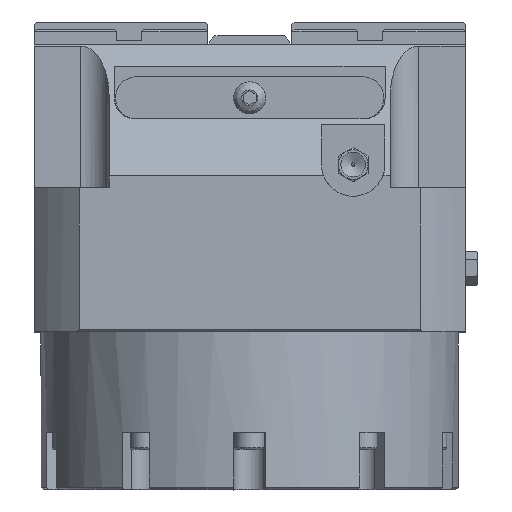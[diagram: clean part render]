
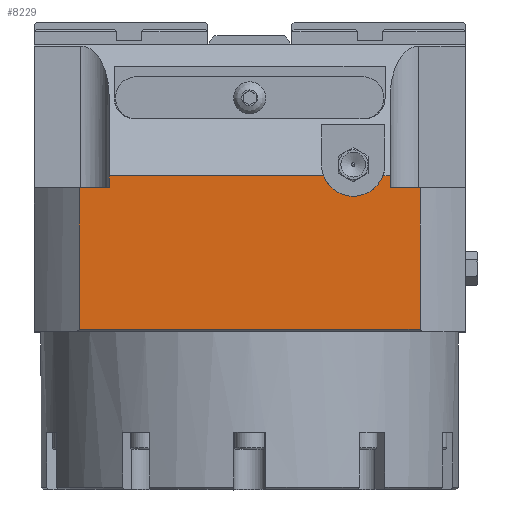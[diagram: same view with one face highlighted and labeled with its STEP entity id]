
A CAD part, top view. The second image highlights one B-rep face of the part: STEP entity #8229.
In plain terms, the highlighted planar face has unit normal (0, 0, 1).
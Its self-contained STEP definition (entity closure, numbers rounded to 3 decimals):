
#522=PLANE('',#9034);
#822=FACE_OUTER_BOUND('',#1287,.T.);
#1287=EDGE_LOOP('',(#6056,#6057,#6058,#6059,#6060,#6061,#6062,#6063,#6064,
#6065));
#1844=LINE('',#13019,#2537);
#1845=LINE('',#13021,#2538);
#1846=LINE('',#13023,#2539);
#1847=LINE('',#13025,#2540);
#1848=LINE('',#13027,#2541);
#1849=LINE('',#13029,#2542);
#1850=LINE('',#13031,#2543);
#1851=LINE('',#13033,#2544);
#1852=LINE('',#13034,#2545);
#2537=VECTOR('',#10266,66.5);
#2538=VECTOR('',#10267,2.823);
#2539=VECTOR('',#10268,7.049);
#2540=VECTOR('',#10269,33.5);
#2541=VECTOR('',#10270,80.598);
#2542=VECTOR('',#10271,33.5);
#2543=VECTOR('',#10272,7.049);
#2544=VECTOR('',#10273,2.823);
#2545=VECTOR('',#10274,66.5);
#3189=CIRCLE('',#9030,7.5);
#3701=VERTEX_POINT('',#12996);
#3705=VERTEX_POINT('',#13004);
#3708=VERTEX_POINT('',#13018);
#3709=VERTEX_POINT('',#13020);
#3710=VERTEX_POINT('',#13022);
#3711=VERTEX_POINT('',#13024);
#3712=VERTEX_POINT('',#13026);
#3713=VERTEX_POINT('',#13028);
#3714=VERTEX_POINT('',#13030);
#3715=VERTEX_POINT('',#13032);
#4624=EDGE_CURVE('',#3701,#3705,#3189,.T.);
#4630=EDGE_CURVE('',#3705,#3708,#1844,.T.);
#4631=EDGE_CURVE('',#3709,#3708,#1845,.T.);
#4632=EDGE_CURVE('',#3710,#3709,#1846,.T.);
#4633=EDGE_CURVE('',#3711,#3710,#1847,.T.);
#4634=EDGE_CURVE('',#3712,#3711,#1848,.T.);
#4635=EDGE_CURVE('',#3713,#3712,#1849,.T.);
#4636=EDGE_CURVE('',#3714,#3713,#1850,.T.);
#4637=EDGE_CURVE('',#3714,#3715,#1851,.T.);
#4638=EDGE_CURVE('',#3715,#3701,#1852,.T.);
#6056=ORIENTED_EDGE('',*,*,#4624,.T.);
#6057=ORIENTED_EDGE('',*,*,#4630,.T.);
#6058=ORIENTED_EDGE('',*,*,#4631,.F.);
#6059=ORIENTED_EDGE('',*,*,#4632,.F.);
#6060=ORIENTED_EDGE('',*,*,#4633,.F.);
#6061=ORIENTED_EDGE('',*,*,#4634,.F.);
#6062=ORIENTED_EDGE('',*,*,#4635,.F.);
#6063=ORIENTED_EDGE('',*,*,#4636,.F.);
#6064=ORIENTED_EDGE('',*,*,#4637,.T.);
#6065=ORIENTED_EDGE('',*,*,#4638,.T.);
#8229=ADVANCED_FACE('',(#822),#522,.F.);
#9030=AXIS2_PLACEMENT_3D('',#13006,#10251,#10252);
#9034=AXIS2_PLACEMENT_3D('',#13017,#10264,#10265);
#10251=DIRECTION('center_axis',(0.,0.,-1.));
#10252=DIRECTION('ref_axis',(-1.,0.,0.));
#10264=DIRECTION('center_axis',(0.,0.,-1.));
#10265=DIRECTION('ref_axis',(-1.,0.,0.));
#10266=DIRECTION('',(-1.,0.,0.));
#10267=DIRECTION('',(0.,1.,0.));
#10268=DIRECTION('',(1.,0.,0.));
#10269=DIRECTION('',(0.,1.,0.));
#10270=DIRECTION('',(-1.,0.,0.));
#10271=DIRECTION('',(0.,-1.,0.));
#10272=DIRECTION('',(1.,0.,0.));
#10273=DIRECTION('',(0.,1.,0.));
#10274=DIRECTION('',(-1.,0.,0.));
#12996=CARTESIAN_POINT('',(31.506,36.823,51.));
#13004=CARTESIAN_POINT('',(17.494,36.823,51.));
#13006=CARTESIAN_POINT('Origin',(24.5,39.5,51.));
#13017=CARTESIAN_POINT('Origin',(51.,36.823,51.));
#13018=CARTESIAN_POINT('',(-33.25,36.823,51.));
#13019=CARTESIAN_POINT('',(33.25,36.823,51.));
#13020=CARTESIAN_POINT('',(-33.25,34.,51.));
#13021=CARTESIAN_POINT('',(-33.25,34.,51.));
#13022=CARTESIAN_POINT('',(-40.299,34.,51.));
#13023=CARTESIAN_POINT('',(-40.299,34.,51.));
#13024=CARTESIAN_POINT('',(-40.299,0.5,51.));
#13025=CARTESIAN_POINT('',(-40.299,0.5,51.));
#13026=CARTESIAN_POINT('',(40.299,0.5,51.));
#13027=CARTESIAN_POINT('',(40.299,0.5,51.));
#13028=CARTESIAN_POINT('',(40.299,34.,51.));
#13029=CARTESIAN_POINT('',(40.299,34.,51.));
#13030=CARTESIAN_POINT('',(33.25,34.,51.));
#13031=CARTESIAN_POINT('',(33.25,34.,51.));
#13032=CARTESIAN_POINT('',(33.25,36.823,51.));
#13033=CARTESIAN_POINT('',(33.25,34.,51.));
#13034=CARTESIAN_POINT('',(33.25,36.823,51.));
